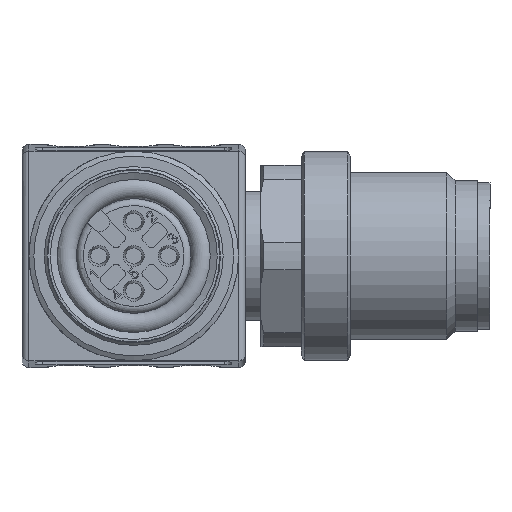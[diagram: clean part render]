
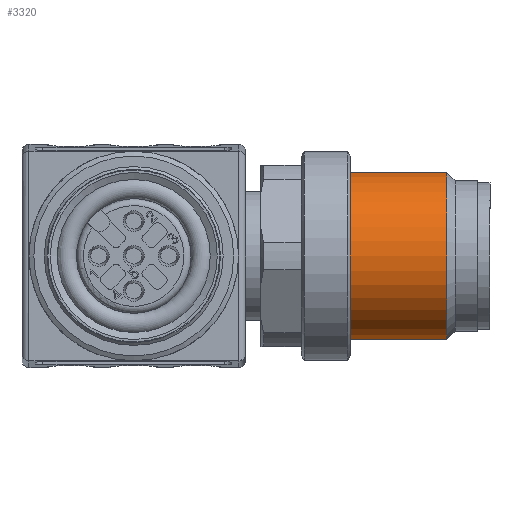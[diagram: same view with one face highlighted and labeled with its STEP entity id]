
A CAD part, left-side view. The second image highlights one B-rep face of the part: STEP entity #3320.
In plain terms, the highlighted cylindrical face has radius 6 mm (diameter 12 mm), a full revolution.
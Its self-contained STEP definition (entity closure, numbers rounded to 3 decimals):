
#3320=ADVANCED_FACE('',(#3718,#3719),#3537,.T.);
#3537=CYLINDRICAL_SURFACE('',#11000,6.);
#3718=FACE_BOUND('',#4414,.T.);
#3719=FACE_BOUND('',#4415,.T.);
#4414=EDGE_LOOP('',(#7184));
#4415=EDGE_LOOP('',(#7185));
#7184=ORIENTED_EDGE('',*,*,#9604,.F.);
#7185=ORIENTED_EDGE('',*,*,#9605,.T.);
#8194=VERTEX_POINT('',#19446);
#8195=VERTEX_POINT('',#19449);
#9604=EDGE_CURVE('',#8194,#8194,#10086,.T.);
#9605=EDGE_CURVE('',#8195,#8195,#10087,.T.);
#10086=CIRCLE('',#10997,6.);
#10087=CIRCLE('',#10999,6.);
#10997=AXIS2_PLACEMENT_3D('',#19445,#13470,#13471);
#10999=AXIS2_PLACEMENT_3D('',#19448,#13474,#13475);
#11000=AXIS2_PLACEMENT_3D('',#19450,#13476,#13477);
#13470=DIRECTION('',(0.,-1.,0.));
#13471=DIRECTION('',(0.5,0.,-0.866));
#13474=DIRECTION('',(0.,-1.,0.));
#13475=DIRECTION('',(0.866,0.,-0.5));
#13476=DIRECTION('',(0.,-1.,0.));
#13477=DIRECTION('',(0.5,0.,-0.866));
#19445=CARTESIAN_POINT('',(177.101,-22.4,0.));
#19446=CARTESIAN_POINT('',(180.101,-22.4,-5.196));
#19448=CARTESIAN_POINT('',(177.101,-15.5,0.));
#19449=CARTESIAN_POINT('',(182.297,-15.5,-3.));
#19450=CARTESIAN_POINT('',(177.101,-24.5,0.));
